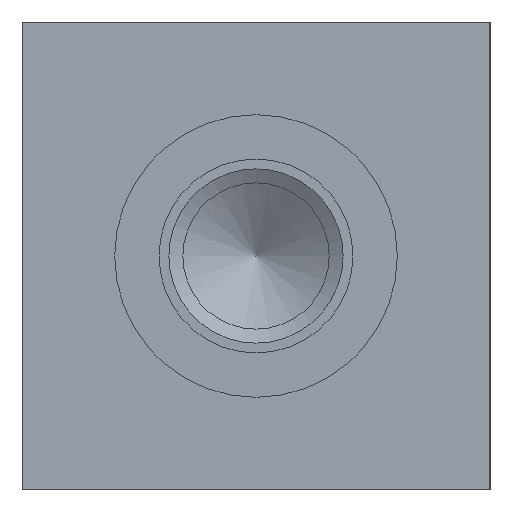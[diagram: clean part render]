
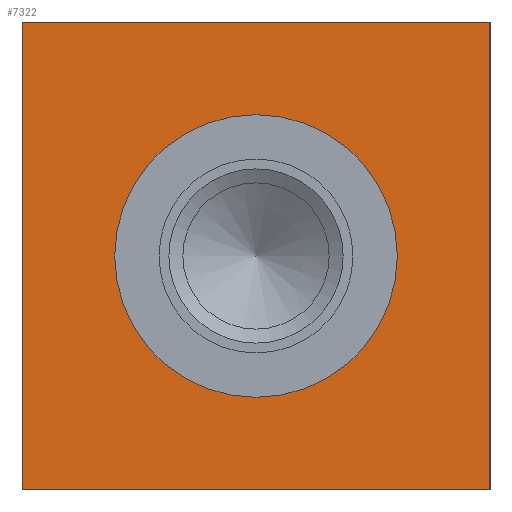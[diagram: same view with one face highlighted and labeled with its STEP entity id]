
A CAD part, left-side view. The second image highlights one B-rep face of the part: STEP entity #7322.
In plain terms, the highlighted planar face has unit normal (-1, 0, 0).
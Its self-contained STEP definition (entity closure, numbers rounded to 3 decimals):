
#120=CIRCLE('',#7629,15.342);
#121=CIRCLE('',#7630,15.342);
#219=FACE_BOUND('',#1320,.T.);
#897=FACE_OUTER_BOUND('',#1319,.T.);
#1319=EDGE_LOOP('',(#6392,#6393,#6394,#6395));
#1320=EDGE_LOOP('',(#6396,#6397));
#1597=LINE('',#11312,#2291);
#2019=LINE('',#12552,#2713);
#2020=LINE('',#12553,#2714);
#2021=LINE('',#12554,#2715);
#2291=VECTOR('',#8126,10.);
#2713=VECTOR('',#9172,10.);
#2714=VECTOR('',#9173,10.);
#2715=VECTOR('',#9174,10.);
#3019=VERTEX_POINT('',#11305);
#3022=VERTEX_POINT('',#11310);
#3341=VERTEX_POINT('',#12372);
#3342=VERTEX_POINT('',#12373);
#3399=VERTEX_POINT('',#12550);
#3400=VERTEX_POINT('',#12551);
#3853=EDGE_CURVE('',#3022,#3019,#1597,.T.);
#4317=EDGE_CURVE('',#3341,#3342,#120,.T.);
#4318=EDGE_CURVE('',#3342,#3341,#121,.T.);
#4403=EDGE_CURVE('',#3399,#3400,#2019,.T.);
#4404=EDGE_CURVE('',#3400,#3019,#2020,.T.);
#4405=EDGE_CURVE('',#3399,#3022,#2021,.T.);
#6392=ORIENTED_EDGE('',*,*,#4403,.T.);
#6393=ORIENTED_EDGE('',*,*,#4404,.T.);
#6394=ORIENTED_EDGE('',*,*,#3853,.F.);
#6395=ORIENTED_EDGE('',*,*,#4405,.F.);
#6396=ORIENTED_EDGE('',*,*,#4317,.T.);
#6397=ORIENTED_EDGE('',*,*,#4318,.T.);
#6649=PLANE('',#7720);
#7322=ADVANCED_FACE('',(#897,#219),#6649,.T.);
#7629=AXIS2_PLACEMENT_3D('',#12374,#8960,#8961);
#7630=AXIS2_PLACEMENT_3D('',#12375,#8962,#8963);
#7720=AXIS2_PLACEMENT_3D('',#12549,#9170,#9171);
#8126=DIRECTION('',(0.,-1.,0.));
#8960=DIRECTION('center_axis',(1.,0.,0.));
#8961=DIRECTION('ref_axis',(0.,0.,1.));
#8962=DIRECTION('center_axis',(1.,0.,0.));
#8963=DIRECTION('ref_axis',(0.,0.,1.));
#9170=DIRECTION('center_axis',(-1.,0.,0.));
#9171=DIRECTION('ref_axis',(0.,-1.,0.));
#9172=DIRECTION('',(0.,-1.,0.));
#9173=DIRECTION('',(0.,0.,1.));
#9174=DIRECTION('',(0.,0.,1.));
#11305=CARTESIAN_POINT('',(0.,0.,50.8));
#11310=CARTESIAN_POINT('',(0.,50.8,50.8));
#11312=CARTESIAN_POINT('',(0.,50.8,50.8));
#12372=CARTESIAN_POINT('',(0.,25.4,40.742));
#12373=CARTESIAN_POINT('',(0.,25.4,10.058));
#12374=CARTESIAN_POINT('Origin',(0.,25.4,25.4));
#12375=CARTESIAN_POINT('Origin',(0.,25.4,25.4));
#12549=CARTESIAN_POINT('Origin',(0.,50.8,0.));
#12550=CARTESIAN_POINT('',(0.,50.8,0.));
#12551=CARTESIAN_POINT('',(0.,0.,0.));
#12552=CARTESIAN_POINT('',(0.,50.8,0.));
#12553=CARTESIAN_POINT('',(0.,0.,0.));
#12554=CARTESIAN_POINT('',(0.,50.8,0.));
